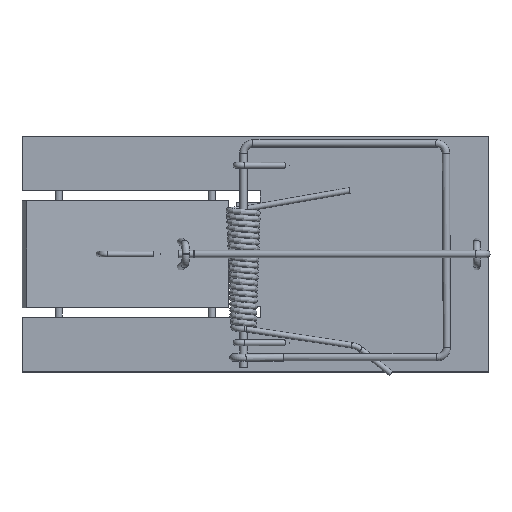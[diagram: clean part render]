
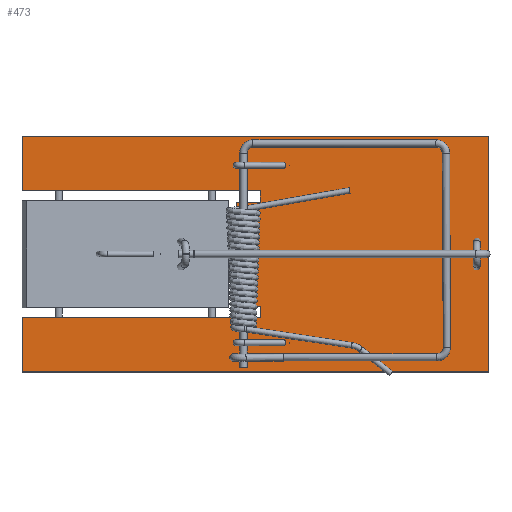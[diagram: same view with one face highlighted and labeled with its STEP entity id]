
A CAD part, top view. The second image highlights one B-rep face of the part: STEP entity #473.
In plain terms, the highlighted planar face has unit normal (0, 0, 1).
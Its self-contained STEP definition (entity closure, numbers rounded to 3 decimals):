
#107 = VERTEX_POINT('',#108);
#108 = CARTESIAN_POINT('',(-48.,24.25,7.));
#114 = EDGE_CURVE('',#115,#107,#117,.T.);
#115 = VERTEX_POINT('',#116);
#116 = CARTESIAN_POINT('',(48.,24.25,7.));
#117 = LINE('',#118,#119);
#118 = CARTESIAN_POINT('',(48.,24.25,7.));
#119 = VECTOR('',#120,1.);
#120 = DIRECTION('',(-1.,0.,0.));
#148 = EDGE_CURVE('',#149,#115,#151,.T.);
#149 = VERTEX_POINT('',#150);
#150 = CARTESIAN_POINT('',(48.,-24.25,7.));
#151 = LINE('',#152,#153);
#152 = CARTESIAN_POINT('',(48.,-24.25,7.));
#153 = VECTOR('',#154,1.);
#154 = DIRECTION('',(0.,1.,0.));
#179 = EDGE_CURVE('',#180,#149,#182,.T.);
#180 = VERTEX_POINT('',#181);
#181 = CARTESIAN_POINT('',(-48.,-24.25,7.));
#182 = LINE('',#183,#184);
#183 = CARTESIAN_POINT('',(-48.,-24.25,7.));
#184 = VECTOR('',#185,1.);
#185 = DIRECTION('',(1.,0.,0.));
#210 = EDGE_CURVE('',#211,#180,#213,.T.);
#211 = VERTEX_POINT('',#212);
#212 = CARTESIAN_POINT('',(-48.,-13.,7.));
#213 = LINE('',#214,#215);
#214 = CARTESIAN_POINT('',(-48.,24.25,7.));
#215 = VECTOR('',#216,1.);
#216 = DIRECTION('',(0.,-1.,0.));
#241 = EDGE_CURVE('',#242,#211,#244,.T.);
#242 = VERTEX_POINT('',#243);
#243 = CARTESIAN_POINT('',(1.,-13.,7.));
#244 = LINE('',#245,#246);
#245 = CARTESIAN_POINT('',(1.,-13.,7.));
#246 = VECTOR('',#247,1.);
#247 = DIRECTION('',(-1.,0.,0.));
#275 = EDGE_CURVE('',#276,#242,#278,.T.);
#276 = VERTEX_POINT('',#277);
#277 = CARTESIAN_POINT('',(1.,-10.7,7.));
#278 = LINE('',#279,#280);
#279 = CARTESIAN_POINT('',(1.,-10.7,7.));
#280 = VECTOR('',#281,1.);
#281 = DIRECTION('',(0.,-1.,0.));
#306 = EDGE_CURVE('',#307,#276,#309,.T.);
#307 = VERTEX_POINT('',#308);
#308 = CARTESIAN_POINT('',(-4.,-10.7,7.));
#309 = LINE('',#310,#311);
#310 = CARTESIAN_POINT('',(-4.,-10.7,7.));
#311 = VECTOR('',#312,1.);
#312 = DIRECTION('',(1.,0.,0.));
#337 = EDGE_CURVE('',#338,#307,#340,.T.);
#338 = VERTEX_POINT('',#339);
#339 = CARTESIAN_POINT('',(-4.,10.7,7.));
#340 = LINE('',#341,#342);
#341 = CARTESIAN_POINT('',(-4.,13.,7.));
#342 = VECTOR('',#343,1.);
#343 = DIRECTION('',(0.,-1.,0.));
#368 = EDGE_CURVE('',#369,#338,#371,.T.);
#369 = VERTEX_POINT('',#370);
#370 = CARTESIAN_POINT('',(1.,10.7,7.));
#371 = LINE('',#372,#373);
#372 = CARTESIAN_POINT('',(1.,10.7,7.));
#373 = VECTOR('',#374,1.);
#374 = DIRECTION('',(-1.,0.,0.));
#399 = EDGE_CURVE('',#400,#369,#402,.T.);
#400 = VERTEX_POINT('',#401);
#401 = CARTESIAN_POINT('',(1.,13.,7.));
#402 = LINE('',#403,#404);
#403 = CARTESIAN_POINT('',(1.,13.,7.));
#404 = VECTOR('',#405,1.);
#405 = DIRECTION('',(0.,-1.,0.));
#430 = EDGE_CURVE('',#431,#400,#433,.T.);
#431 = VERTEX_POINT('',#432);
#432 = CARTESIAN_POINT('',(-48.,13.,7.));
#433 = LINE('',#434,#435);
#434 = CARTESIAN_POINT('',(-48.,13.,7.));
#435 = VECTOR('',#436,1.);
#436 = DIRECTION('',(1.,0.,0.));
#462 = EDGE_CURVE('',#107,#431,#463,.T.);
#463 = LINE('',#464,#465);
#464 = CARTESIAN_POINT('',(-48.,24.25,7.));
#465 = VECTOR('',#466,1.);
#466 = DIRECTION('',(0.,-1.,0.));
#473 = ADVANCED_FACE('',(#474),#488,.T.);
#474 = FACE_BOUND('',#475,.T.);
#475 = EDGE_LOOP('',(#476,#477,#478,#479,#480,#481,#482,#483,#484,#485,
    #486,#487));
#476 = ORIENTED_EDGE('',*,*,#462,.T.);
#477 = ORIENTED_EDGE('',*,*,#430,.T.);
#478 = ORIENTED_EDGE('',*,*,#399,.T.);
#479 = ORIENTED_EDGE('',*,*,#368,.T.);
#480 = ORIENTED_EDGE('',*,*,#337,.T.);
#481 = ORIENTED_EDGE('',*,*,#306,.T.);
#482 = ORIENTED_EDGE('',*,*,#275,.T.);
#483 = ORIENTED_EDGE('',*,*,#241,.T.);
#484 = ORIENTED_EDGE('',*,*,#210,.T.);
#485 = ORIENTED_EDGE('',*,*,#179,.T.);
#486 = ORIENTED_EDGE('',*,*,#148,.T.);
#487 = ORIENTED_EDGE('',*,*,#114,.T.);
#488 = PLANE('',#489);
#489 = AXIS2_PLACEMENT_3D('',#490,#491,#492);
#490 = CARTESIAN_POINT('',(0.,0.,7.));
#491 = DIRECTION('',(0.,0.,1.));
#492 = DIRECTION('',(1.,0.,0.));
